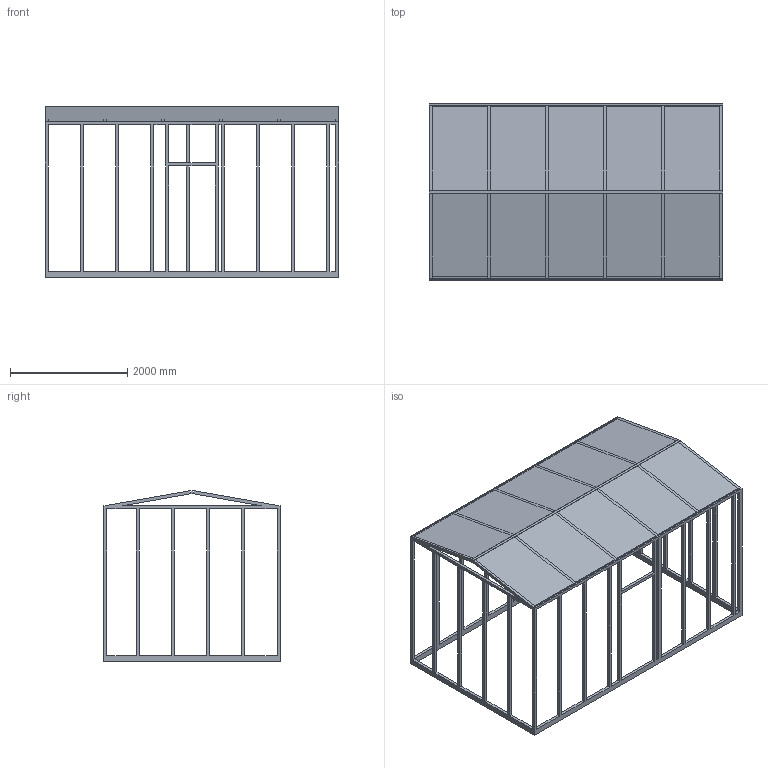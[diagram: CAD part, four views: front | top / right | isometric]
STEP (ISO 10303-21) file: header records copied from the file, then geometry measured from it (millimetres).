
FILE_DESCRIPTION(('Open CASCADE Model'),'2;1');
FILE_NAME('Open CASCADE Shape Model','2025-08-27T21:54:23',('Author'),( 'Open CASCADE'),'Open CASCADE STEP processor 7.7','Open CASCADE 7.7' ,'Unknown');
FILE_SCHEMA(('AUTOMOTIVE_DESIGN { 1 0 10303 214 1 1 1 1 }'));
Length unit declared in the file: millimetre
Products named in the file (1): Open CASCADE STEP translator 7.7 1
Bounding box: 5000 x 3000 x 2909.84 mm (x, y, z)
Volume: 455873698.3 mm3; surface area: 56393326.4 mm2
Topology: 1 solids, 1 shells, 219 faces, 764 edges, 502 vertices
Faces by surface type: plane 219
Entity records: 17764 total; most frequent: CARTESIAN_POINT 3406, DIRECTION 2340, LINE 1900, VECTOR 1900, ORIENTED_EDGE 1528, PCURVE 1528, DEFINITIONAL_REPRESENTATION 1528, EDGE_CURVE 764
